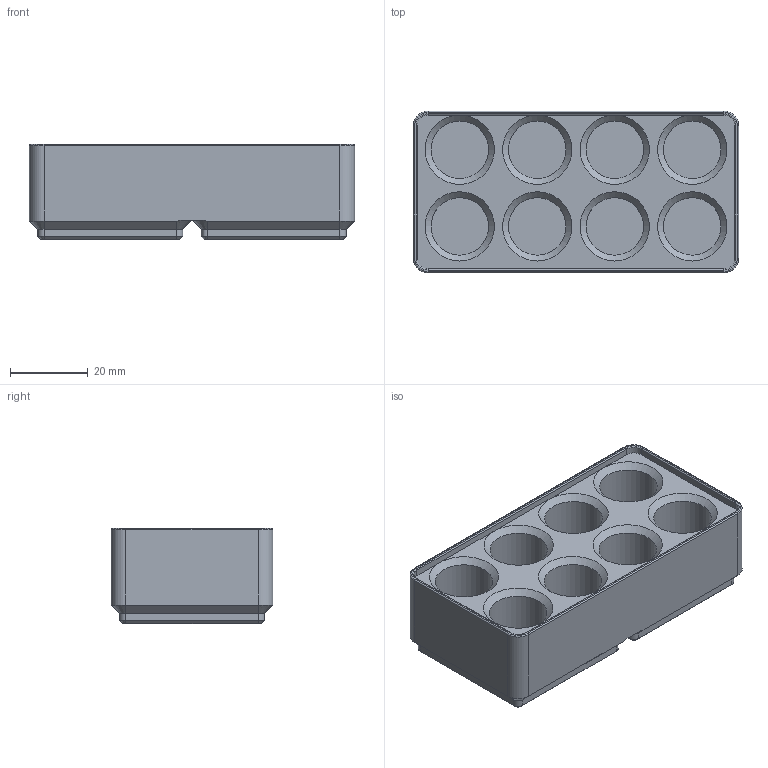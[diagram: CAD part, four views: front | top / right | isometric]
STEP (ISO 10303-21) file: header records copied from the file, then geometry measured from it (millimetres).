
FILE_DESCRIPTION(('Open CASCADE Model'),'2;1');
FILE_NAME('Open CASCADE Shape Model','2025-11-02T05:48:14',('Author'),( 'Open CASCADE'),'Open CASCADE STEP processor 7.8','Open CASCADE 7.8' ,'Unknown');
FILE_SCHEMA(('AUTOMOTIVE_DESIGN { 1 0 10303 214 1 1 1 1 }'));
Length unit declared in the file: millimetre
Products named in the file (1): Open CASCADE STEP translator 7.8 2
Bounding box: 83.5 x 41.5 x 24.43 mm (x, y, z)
Volume: 54151.8 mm3; surface area: 18287.2 mm2
Topology: 1 solids, 1 shells, 110 faces, 237 edges, 134 vertices
Faces by surface type: plane 46, cylinder 32, cone 24, torus 8
Full cylindrical faces by diameter (mm): 14.8 x8
Entity records: 5840 total; most frequent: CARTESIAN_POINT 1044, DIRECTION 945, LINE 495, VECTOR 495, ORIENTED_EDGE 458, PCURVE 458, DEFINITIONAL_REPRESENTATION 458, EDGE_CURVE 229
